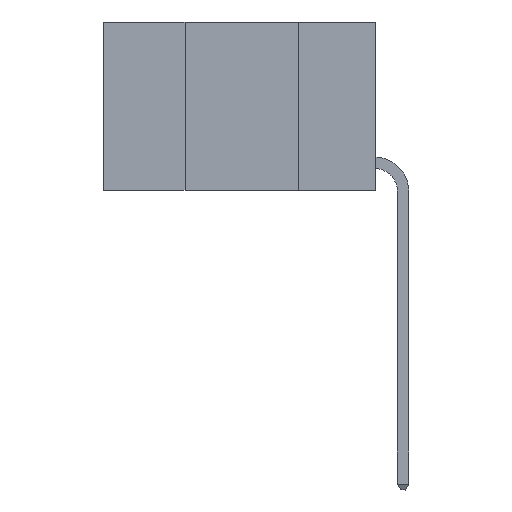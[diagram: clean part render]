
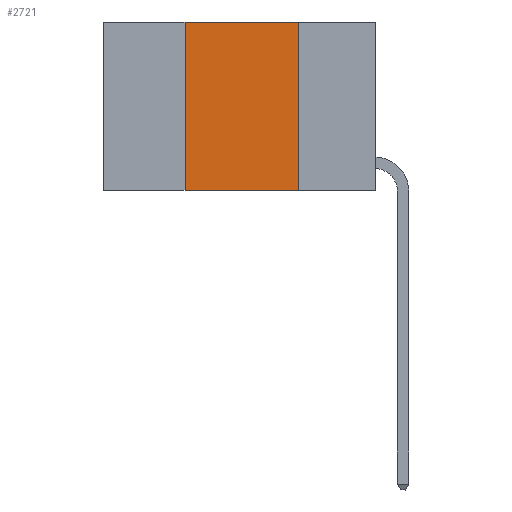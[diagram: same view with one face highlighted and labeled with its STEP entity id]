
A CAD part, left-side view. The second image highlights one B-rep face of the part: STEP entity #2721.
In plain terms, the highlighted planar face has unit normal (-1, 0, 0).
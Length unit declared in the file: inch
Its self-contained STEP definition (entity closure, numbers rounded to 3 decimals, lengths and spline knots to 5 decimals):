
#401 = DIRECTION ( 'NONE',  ( 0., 0., -1. ) ) ;
#472 = VERTEX_POINT ( 'NONE', #14281 ) ;
#1154 = ORIENTED_EDGE ( 'NONE', *, *, #9126, .F. ) ;
#1580 = PLANE ( 'NONE',  #11009 ) ;
#1745 = VECTOR ( 'NONE', #12892, 39.37008 ) ;
#1965 = ORIENTED_EDGE ( 'NONE', *, *, #7806, .T. ) ;
#2721 = ADVANCED_FACE ( 'NONE', ( #11703 ), #1580, .F. ) ;
#3180 = CARTESIAN_POINT ( 'NONE',  ( 0., 0.6, 0. ) ) ;
#3478 = VECTOR ( 'NONE', #6502, 39.37008 ) ;
#3628 = VERTEX_POINT ( 'NONE', #8279 ) ;
#4312 = LINE ( 'NONE', #4568, #1745 ) ;
#4568 = CARTESIAN_POINT ( 'NONE',  ( 0., 0.42, 0. ) ) ;
#4782 = DIRECTION ( 'NONE',  ( 1., 0., 0. ) ) ;
#5301 = CARTESIAN_POINT ( 'NONE',  ( 0., 0.6, -0.37 ) ) ;
#6024 = VERTEX_POINT ( 'NONE', #13860 ) ;
#6046 = VECTOR ( 'NONE', #12750, 39.37008 ) ;
#6502 = DIRECTION ( 'NONE',  ( 0., -1., 0. ) ) ;
#6772 = DIRECTION ( 'NONE',  ( 0., 0., -1. ) ) ;
#7720 = ORIENTED_EDGE ( 'NONE', *, *, #13247, .F. ) ;
#7806 = EDGE_CURVE ( 'NONE', #3628, #6024, #13010, .T. ) ;
#7852 = CARTESIAN_POINT ( 'NONE',  ( 0., 0.17, 0. ) ) ;
#8085 = LINE ( 'NONE', #7852, #11594 ) ;
#8111 = ORIENTED_EDGE ( 'NONE', *, *, #13996, .F. ) ;
#8279 = CARTESIAN_POINT ( 'NONE',  ( 0., 0.42, -0.37 ) ) ;
#9126 = EDGE_CURVE ( 'NONE', #472, #6024, #8085, .T. ) ;
#9259 = LINE ( 'NONE', #3180, #6046 ) ;
#11009 = AXIS2_PLACEMENT_3D ( 'NONE', #12792, #4782, #6772 ) ;
#11594 = VECTOR ( 'NONE', #401, 39.37008 ) ;
#11703 = FACE_OUTER_BOUND ( 'NONE', #13642, .T. ) ;
#12027 = CARTESIAN_POINT ( 'NONE',  ( 0., 0.42, 0. ) ) ;
#12750 = DIRECTION ( 'NONE',  ( 0., -1., 0. ) ) ;
#12792 = CARTESIAN_POINT ( 'NONE',  ( 0., 0.6, 0. ) ) ;
#12892 = DIRECTION ( 'NONE',  ( 0., 0., 1. ) ) ;
#13010 = LINE ( 'NONE', #5301, #3478 ) ;
#13247 = EDGE_CURVE ( 'NONE', #14173, #472, #9259, .T. ) ;
#13642 = EDGE_LOOP ( 'NONE', ( #1154, #7720, #8111, #1965 ) ) ;
#13860 = CARTESIAN_POINT ( 'NONE',  ( 0., 0.17, -0.37 ) ) ;
#13996 = EDGE_CURVE ( 'NONE', #3628, #14173, #4312, .T. ) ;
#14173 = VERTEX_POINT ( 'NONE', #12027 ) ;
#14281 = CARTESIAN_POINT ( 'NONE',  ( 0., 0.17, 0. ) ) ;
